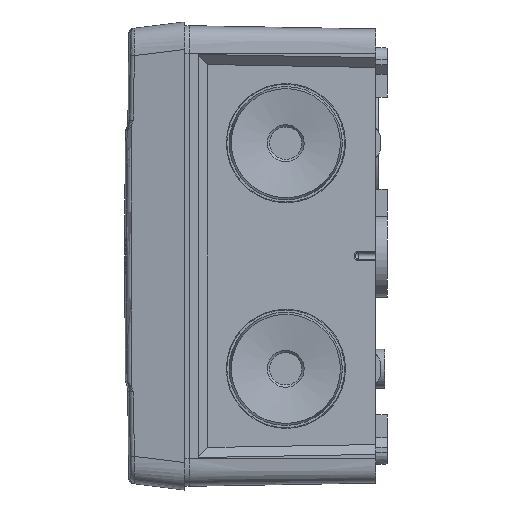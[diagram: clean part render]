
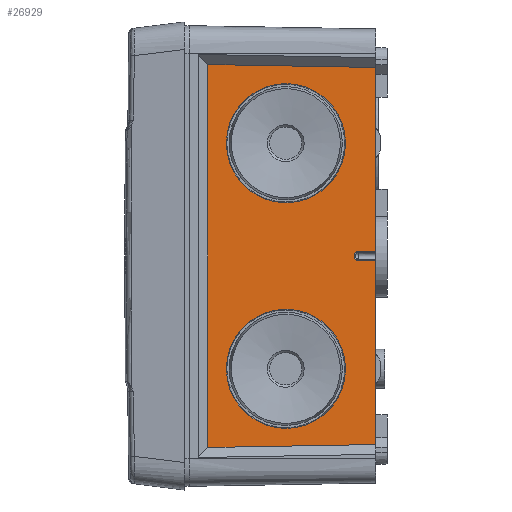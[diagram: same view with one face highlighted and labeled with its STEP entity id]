
A CAD part, left-side view. The second image highlights one B-rep face of the part: STEP entity #26929.
In plain terms, the highlighted planar face has unit normal (-1, -0.018, 0).
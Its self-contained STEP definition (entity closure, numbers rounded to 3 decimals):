
#6044=B_SPLINE_CURVE_WITH_KNOTS('',3,(#49064,#49065,#49066,#49067,#49068,
#49069),.UNSPECIFIED.,.F.,.F.,(4,1,1,4),(0.,0.333,0.667,
1.),.UNSPECIFIED.);
#6045=B_SPLINE_CURVE_WITH_KNOTS('',3,(#49071,#49072,#49073,#49074,#49075,
#49076,#49077,#49078,#49079),.UNSPECIFIED.,.F.,.F.,(4,1,1,1,1,1,4),(0.,
0.25,0.375,0.5,0.625,0.75,1.),.UNSPECIFIED.);
#6046=B_SPLINE_CURVE_WITH_KNOTS('',3,(#49081,#49082,#49083,#49084,#49085,
#49086),.UNSPECIFIED.,.F.,.F.,(4,1,1,4),(0.,0.333,0.667,
1.),.UNSPECIFIED.);
#7181=CIRCLE('',#28866,12.933);
#7182=CIRCLE('',#28867,12.933);
#11991=ORIENTED_EDGE('',*,*,#14435,.T.);
#11992=ORIENTED_EDGE('',*,*,#14433,.F.);
#11993=ORIENTED_EDGE('',*,*,#16020,.F.);
#11994=ORIENTED_EDGE('',*,*,#14459,.F.);
#11995=ORIENTED_EDGE('',*,*,#16021,.T.);
#11996=ORIENTED_EDGE('',*,*,#16022,.T.);
#11997=ORIENTED_EDGE('',*,*,#16023,.T.);
#11998=ORIENTED_EDGE('',*,*,#14455,.F.);
#11999=ORIENTED_EDGE('',*,*,#16024,.T.);
#12000=ORIENTED_EDGE('',*,*,#16025,.F.);
#14433=EDGE_CURVE('',#17302,#17303,#19148,.T.);
#14435=EDGE_CURVE('',#17304,#17303,#19150,.T.);
#14455=EDGE_CURVE('',#17304,#17319,#19166,.T.);
#14459=EDGE_CURVE('',#17322,#17323,#19167,.T.);
#16020=EDGE_CURVE('',#17323,#17302,#20112,.T.);
#16021=EDGE_CURVE('',#17322,#18413,#6044,.T.);
#16022=EDGE_CURVE('',#18413,#18414,#6045,.T.);
#16023=EDGE_CURVE('',#18414,#17319,#6046,.T.);
#16024=EDGE_CURVE('',#18415,#18415,#7181,.T.);
#16025=EDGE_CURVE('',#18416,#18416,#7182,.T.);
#17302=VERTEX_POINT('',#44418);
#17303=VERTEX_POINT('',#44420);
#17304=VERTEX_POINT('',#44424);
#17319=VERTEX_POINT('',#44536);
#17322=VERTEX_POINT('',#44548);
#17323=VERTEX_POINT('',#44550);
#18413=VERTEX_POINT('',#49070);
#18414=VERTEX_POINT('',#49080);
#18415=VERTEX_POINT('',#49088);
#18416=VERTEX_POINT('',#49090);
#19148=LINE('',#44419,#20899);
#19150=LINE('',#44423,#20901);
#19166=LINE('',#44535,#20917);
#19167=LINE('',#44549,#20918);
#20112=LINE('',#49062,#21863);
#20899=VECTOR('',#30603,1000.);
#20901=VECTOR('',#30607,1000.);
#20917=VECTOR('',#30629,1000.);
#20918=VECTOR('',#30632,1000.);
#21863=VECTOR('',#33789,1000.);
#23476=EDGE_LOOP('',(#11991,#11992,#11993,#11994,#11995,#11996,#11997,#11998));
#23477=EDGE_LOOP('',(#11999));
#23478=EDGE_LOOP('',(#12000));
#24971=FACE_BOUND('',#23476,.T.);
#24972=FACE_BOUND('',#23477,.T.);
#24973=FACE_BOUND('',#23478,.T.);
#25789=PLANE('',#28865);
#26929=ADVANCED_FACE('',(#24971,#24972,#24973),#25789,.T.);
#28865=AXIS2_PLACEMENT_3D('',#49063,#33790,#33791);
#28866=AXIS2_PLACEMENT_3D('',#49087,#33792,#33793);
#28867=AXIS2_PLACEMENT_3D('',#49089,#33794,#33795);
#30603=DIRECTION('',(0.,0.,1.));
#30607=DIRECTION('',(-0.017,1.,0.017));
#30629=DIRECTION('',(0.,0.,-1.));
#30632=DIRECTION('',(0.,0.,-1.));
#33789=DIRECTION('',(-0.017,1.,-0.017));
#33790=DIRECTION('',(-1.,-0.017,0.));
#33791=DIRECTION('',(0.,0.,1.));
#33792=DIRECTION('',(1.,0.017,0.));
#33793=DIRECTION('',(0.017,-1.,0.));
#33794=DIRECTION('',(-1.,-0.017,0.));
#33795=DIRECTION('',(0.017,-1.,0.));
#44418=CARTESIAN_POINT('',(-47.789,35.939,-41.567));
#44419=CARTESIAN_POINT('',(-47.789,35.939,-41.567));
#44420=CARTESIAN_POINT('',(-47.789,35.939,41.567));
#44423=CARTESIAN_POINT('',(-47.153,-0.5,40.931));
#44424=CARTESIAN_POINT('',(-47.153,-0.5,40.931));
#44535=CARTESIAN_POINT('',(-47.153,-0.5,0.));
#44536=CARTESIAN_POINT('',(-47.153,-0.5,0.919));
#44548=CARTESIAN_POINT('',(-47.153,-0.5,-0.919));
#44549=CARTESIAN_POINT('',(-47.153,-0.5,0.));
#44550=CARTESIAN_POINT('',(-47.153,-0.5,-40.931));
#49062=CARTESIAN_POINT('',(-47.108,-3.103,-40.885));
#49063=CARTESIAN_POINT('',(-48.,48.,-50.2));
#49064=CARTESIAN_POINT('',(-47.153,-0.5,-0.919));
#49065=CARTESIAN_POINT('',(-47.161,-0.08,-0.923));
#49066=CARTESIAN_POINT('',(-47.175,0.761,-0.931));
#49067=CARTESIAN_POINT('',(-47.198,2.029,-0.942));
#49068=CARTESIAN_POINT('',(-47.212,2.878,-0.949));
#49069=CARTESIAN_POINT('',(-47.22,3.303,-0.952));
#49070=CARTESIAN_POINT('',(-47.22,3.303,-0.952));
#49071=CARTESIAN_POINT('',(-47.22,3.303,-0.952));
#49072=CARTESIAN_POINT('',(-47.224,3.543,-0.954));
#49073=CARTESIAN_POINT('',(-47.23,3.899,-0.806));
#49074=CARTESIAN_POINT('',(-47.235,4.173,-0.402));
#49075=CARTESIAN_POINT('',(-47.236,4.251,-0.002));
#49076=CARTESIAN_POINT('',(-47.235,4.175,0.399));
#49077=CARTESIAN_POINT('',(-47.23,3.902,0.804));
#49078=CARTESIAN_POINT('',(-47.224,3.545,0.954));
#49079=CARTESIAN_POINT('',(-47.22,3.303,0.952));
#49080=CARTESIAN_POINT('',(-47.22,3.303,0.952));
#49081=CARTESIAN_POINT('',(-47.22,3.303,0.952));
#49082=CARTESIAN_POINT('',(-47.212,2.878,0.949));
#49083=CARTESIAN_POINT('',(-47.198,2.029,0.942));
#49084=CARTESIAN_POINT('',(-47.175,0.761,0.931));
#49085=CARTESIAN_POINT('',(-47.161,-0.08,0.923));
#49086=CARTESIAN_POINT('',(-47.153,-0.5,0.919));
#49087=CARTESIAN_POINT('',(-47.494,19.,-24.5));
#49088=CARTESIAN_POINT('',(-47.268,6.069,-24.5));
#49089=CARTESIAN_POINT('',(-47.494,19.,24.5));
#49090=CARTESIAN_POINT('',(-47.268,6.069,24.5));
